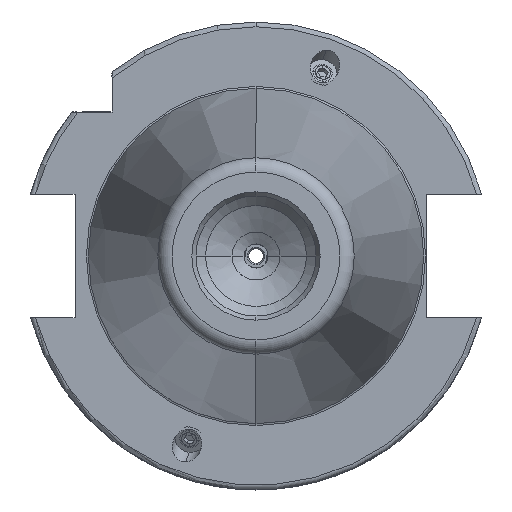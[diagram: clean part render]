
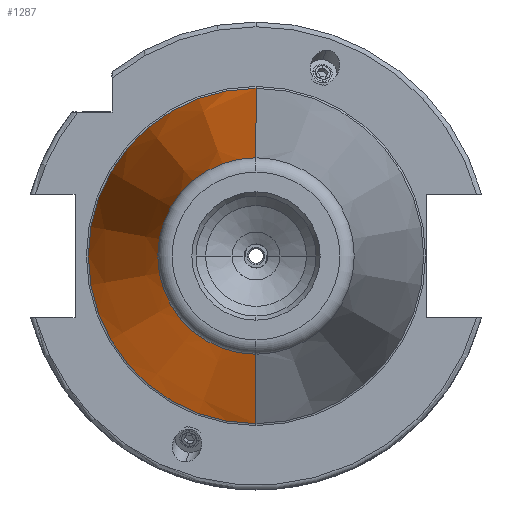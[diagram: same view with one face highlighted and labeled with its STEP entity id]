
A CAD part, left-side view. The second image highlights one B-rep face of the part: STEP entity #1287.
In plain terms, the highlighted conical face has half-angle 8.297 degrees and reference radius 34.925 mm.
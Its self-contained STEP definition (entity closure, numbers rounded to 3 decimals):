
#686 = CARTESIAN_POINT ( 'NONE',  ( 0., 34.925, 0. ) ) ;
#1153 = EDGE_LOOP ( 'NONE', ( #3174, #2386, #7740, #5994 ) ) ;
#1287 = ADVANCED_FACE ( 'NONE', ( #9518 ), #10521, .T. ) ;
#1422 = CARTESIAN_POINT ( 'NONE',  ( -99.183, 0., 0. ) ) ;
#1723 = LINE ( 'NONE', #7192, #4333 ) ;
#1770 = VERTEX_POINT ( 'NONE', #4680 ) ;
#1867 = CIRCLE ( 'NONE', #8166, 34.925 ) ;
#2317 = CARTESIAN_POINT ( 'NONE',  ( -99.183, 20.461, 0. ) ) ;
#2386 = ORIENTED_EDGE ( 'NONE', *, *, #9090, .T. ) ;
#2418 = DIRECTION ( 'NONE',  ( 0., -1., 0. ) ) ;
#2757 = EDGE_CURVE ( 'NONE', #10960, #8988, #3546, .T. ) ;
#3041 = EDGE_CURVE ( 'NONE', #1770, #10530, #1867, .T. ) ;
#3174 = ORIENTED_EDGE ( 'NONE', *, *, #2757, .F. ) ;
#3489 = CARTESIAN_POINT ( 'NONE',  ( 0., 0., 0. ) ) ;
#3538 = DIRECTION ( 'NONE',  ( 1., 0., 0. ) ) ;
#3546 = CIRCLE ( 'NONE', #8918, 20.461 ) ;
#3614 = DIRECTION ( 'NONE',  ( 0., -1., 0. ) ) ;
#4144 = LINE ( 'NONE', #686, #8563 ) ;
#4333 = VECTOR ( 'NONE', #11466, 1000. ) ;
#4680 = CARTESIAN_POINT ( 'NONE',  ( 0., -34.925, 0. ) ) ;
#5987 = CARTESIAN_POINT ( 'NONE',  ( -99.183, -20.461, 0. ) ) ;
#5994 = ORIENTED_EDGE ( 'NONE', *, *, #10962, .F. ) ;
#6828 = DIRECTION ( 'NONE',  ( -1., 0., 0. ) ) ;
#6981 = DIRECTION ( 'NONE',  ( -1., 0., 0. ) ) ;
#7192 = CARTESIAN_POINT ( 'NONE',  ( 0., -34.925, 0. ) ) ;
#7740 = ORIENTED_EDGE ( 'NONE', *, *, #3041, .T. ) ;
#8166 = AXIS2_PLACEMENT_3D ( 'NONE', #3489, #6981, #3614 ) ;
#8227 = CARTESIAN_POINT ( 'NONE',  ( 0., 34.925, 0. ) ) ;
#8563 = VECTOR ( 'NONE', #11315, 1000. ) ;
#8646 = DIRECTION ( 'NONE',  ( 0., 1., 0. ) ) ;
#8918 = AXIS2_PLACEMENT_3D ( 'NONE', #1422, #6828, #2418 ) ;
#8988 = VERTEX_POINT ( 'NONE', #2317 ) ;
#9090 = EDGE_CURVE ( 'NONE', #10960, #1770, #1723, .T. ) ;
#9518 = FACE_OUTER_BOUND ( 'NONE', #1153, .T. ) ;
#9795 = AXIS2_PLACEMENT_3D ( 'NONE', #10422, #3538, #8646 ) ;
#10422 = CARTESIAN_POINT ( 'NONE',  ( 0., 0., 0. ) ) ;
#10521 = CONICAL_SURFACE ( 'NONE', #9795, 34.925, 0.145 ) ;
#10530 = VERTEX_POINT ( 'NONE', #8227 ) ;
#10960 = VERTEX_POINT ( 'NONE', #5987 ) ;
#10962 = EDGE_CURVE ( 'NONE', #8988, #10530, #4144, .T. ) ;
#11315 = DIRECTION ( 'NONE',  ( 0.99, 0.144, 0. ) ) ;
#11466 = DIRECTION ( 'NONE',  ( 0.99, -0.144, 0. ) ) ;
